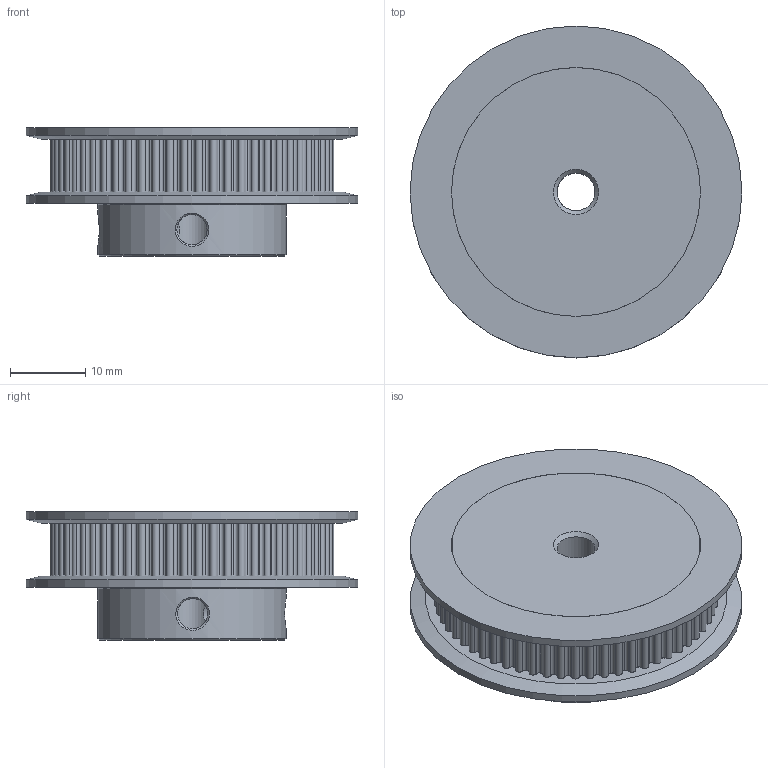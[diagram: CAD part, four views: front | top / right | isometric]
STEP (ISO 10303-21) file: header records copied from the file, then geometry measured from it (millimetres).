
FILE_DESCRIPTION(/* description */ (''),/* implementation_level */ '2;1');
FILE_NAME(/* name */ 'GT2 60 teeth pulley_v1.step',/* time_stamp */ '2022-05-10T16:51:20+01:00',/* author */ (''),/* organization */ (''),/* preprocessor_version */ 'ST-DEVELOPER v18.1',/* originating_system */ 'Autodesk Translation Framework v10.14.0.1471',/* authorisation */ '');
FILE_SCHEMA (('AUTOMOTIVE_DESIGN { 1 0 10303 214 3 1 1 }'));
Length unit declared in the file: millimetre
Products named in the file (1): GT2 60 teeth pulley
Bounding box: 44 x 44 x 17 mm (x, y, z)
Volume: 14754.9 mm3; surface area: 6352.9 mm2
Topology: 1 solids, 1 shells, 327 faces, 957 edges, 637 vertices
Faces by surface type: plane 129, bspline 122, cylinder 70, cone 6
Full cylindrical faces by diameter (mm): 4 x2, 5 x1, 25 x1, 33 x2, 33.01 x2, 44 x2
Entity records: 13063 total; most frequent: CARTESIAN_POINT 4730, ORIENTED_EDGE 1914, DIRECTION 1259, EDGE_CURVE 957, VERTEX_POINT 637, LINE 557, VECTOR 557, AXIS2_PLACEMENT_3D 351
